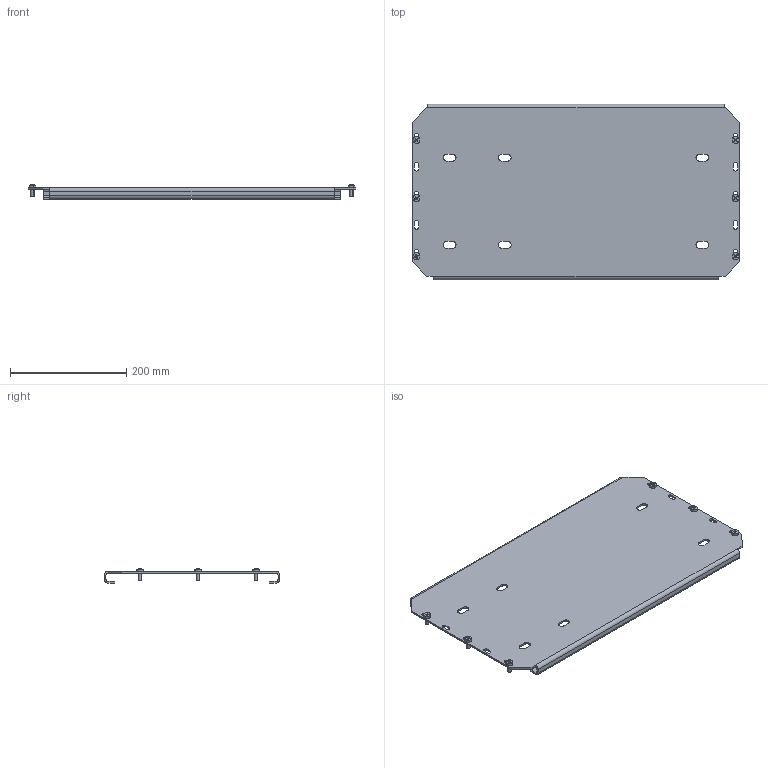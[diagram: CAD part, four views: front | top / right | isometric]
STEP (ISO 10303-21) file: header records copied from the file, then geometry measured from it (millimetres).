
FILE_DESCRIPTION (( 'STEP AP214' ), '1' );
FILE_NAME ('MPFU4201 Ïëàòà ìîíòàæíàÿ ÂÀ-45_2000ñò.step', '2020-11-05T18:37:04', ( '' ), ( '' ), 'SwSTEP 2.0', 'SolidWorks 2019', '' );
FILE_SCHEMA (( 'AUTOMOTIVE_DESIGN' ));
Length unit declared in the file: millimetre
Products named in the file (10): MPFU4201 Ïëàòà ìîíòàæíàÿ ÂÀ-45_2000ñò; Âèíò ñàìîíàðåçàþùèé Ì6 DIN 7516À; AVT001.10.42.01 Ïëàòà ìîíòàæíàÿ ÂÀ45_2000ñò; AVT001.10.42.01 Ïëàòà ìîíòàæíàÿ ÂÀ45_2000ñò_00; Âèíò ñàìîíàðåçàþùèé Ì6 DIN 7516À_6å16
Assembly tree (7 placements, depth 2):
  MPFU4201 Ïëàòà ìîíòàæíàÿ ÂÀ-45_2000ñò
    AVT001.10.42.01 Ïëàòà ìîíòàæíàÿ ÂÀ45_2000ñò_00
    Âèíò ñàìîíàðåçàþùèé Ì6 DIN 7516À_6å16  x6
  Âèíò ñàìîíàðåçàþùèé Ì6 DIN 7516À
  AVT001.10.42.01 Ïëàòà ìîíòàæíàÿ ÂÀ45_2000ñò
  Âèíò ñàìîíàðåçàþùèé Ì6 DIN 7516À
  Âèíò ñàìîíàðåçàþùèé Ì6 DIN 7516À
Bounding box: 564 x 302 x 24.59 mm (x, y, z)
Volume: 587707.5 mm3; surface area: 400328.5 mm2
Topology: 7 solids, 7 shells, 242 faces, 634 edges, 412 vertices
Faces by surface type: plane 160, cylinder 70, sphere 12
Entity records: 4535 total; most frequent: DIRECTION 778, CARTESIAN_POINT 744, ORIENTED_EDGE 728, EDGE_CURVE 364, AXIS2_PLACEMENT_3D 266, VECTOR 246, LINE 246, VERTEX_POINT 232
